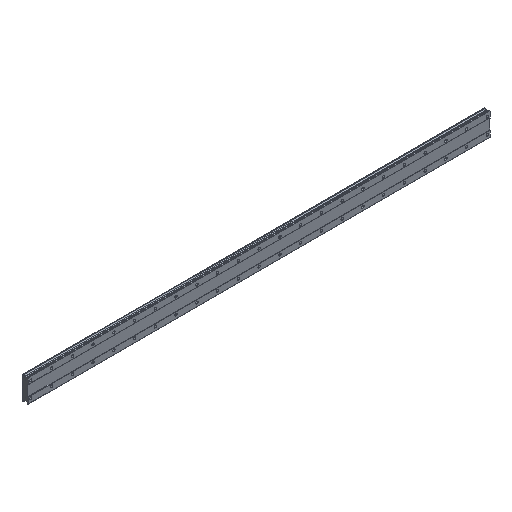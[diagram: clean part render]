
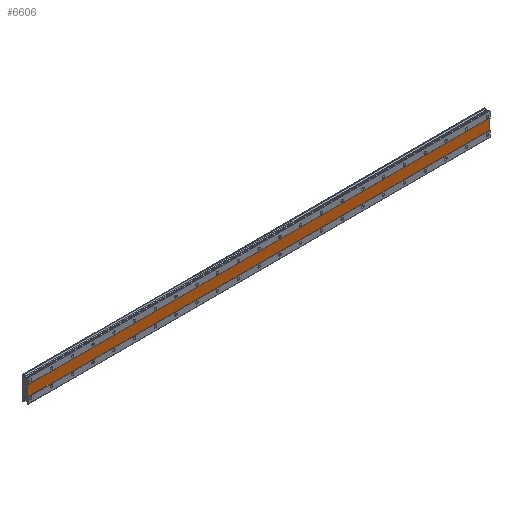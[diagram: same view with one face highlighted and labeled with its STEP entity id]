
A CAD part, isometric view. The second image highlights one B-rep face of the part: STEP entity #6606.
In plain terms, the highlighted planar face has unit normal (0, -1, 0).
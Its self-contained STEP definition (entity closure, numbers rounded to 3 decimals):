
#272 = VECTOR ( 'NONE', #7623, 1000. ) ;
#308 = VERTEX_POINT ( 'NONE', #4859 ) ;
#469 = CARTESIAN_POINT ( 'NONE',  ( 1770., 1., 20. ) ) ;
#519 = EDGE_CURVE ( 'NONE', #308, #1775, #691, .T. ) ;
#585 = CARTESIAN_POINT ( 'NONE',  ( 1770., 1., -20. ) ) ;
#608 = VERTEX_POINT ( 'NONE', #1062 ) ;
#691 = LINE ( 'NONE', #2568, #272 ) ;
#732 = EDGE_CURVE ( 'NONE', #608, #308, #4383, .T. ) ;
#1062 = CARTESIAN_POINT ( 'NONE',  ( -10., 1., 20. ) ) ;
#1333 = DIRECTION ( 'NONE',  ( 0., 1., 0. ) ) ;
#1428 = VECTOR ( 'NONE', #4261, 1000. ) ;
#1724 = DIRECTION ( 'NONE',  ( -1., 0., 0. ) ) ;
#1731 = CARTESIAN_POINT ( 'NONE',  ( -10., 1., 20. ) ) ;
#1775 = VERTEX_POINT ( 'NONE', #7158 ) ;
#2506 = CARTESIAN_POINT ( 'NONE',  ( 1770., 1., 20. ) ) ;
#2568 = CARTESIAN_POINT ( 'NONE',  ( 1770., 1., 20. ) ) ;
#2570 = EDGE_LOOP ( 'NONE', ( #8175, #6748, #4124, #7936 ) ) ;
#2656 = EDGE_CURVE ( 'NONE', #3321, #608, #5020, .T. ) ;
#3321 = VERTEX_POINT ( 'NONE', #7521 ) ;
#3329 = FACE_OUTER_BOUND ( 'NONE', #2570, .T. ) ;
#3578 = LINE ( 'NONE', #585, #6168 ) ;
#3816 = DIRECTION ( 'NONE',  ( 0., 0., 1. ) ) ;
#4124 = ORIENTED_EDGE ( 'NONE', *, *, #732, .F. ) ;
#4240 = EDGE_CURVE ( 'NONE', #1775, #3321, #3578, .T. ) ;
#4261 = DIRECTION ( 'NONE',  ( 0., 0., 1. ) ) ;
#4383 = LINE ( 'NONE', #469, #7588 ) ;
#4859 = CARTESIAN_POINT ( 'NONE',  ( 1770., 1., 20. ) ) ;
#5020 = LINE ( 'NONE', #1731, #1428 ) ;
#5583 = DIRECTION ( 'NONE',  ( 1., 0., 0. ) ) ;
#6168 = VECTOR ( 'NONE', #1724, 1000. ) ;
#6606 = ADVANCED_FACE ( 'NONE', ( #3329 ), #8239, .F. ) ;
#6748 = ORIENTED_EDGE ( 'NONE', *, *, #519, .F. ) ;
#7158 = CARTESIAN_POINT ( 'NONE',  ( 1770., 1., -20. ) ) ;
#7521 = CARTESIAN_POINT ( 'NONE',  ( -10., 1., -20. ) ) ;
#7588 = VECTOR ( 'NONE', #5583, 1000. ) ;
#7623 = DIRECTION ( 'NONE',  ( 0., 0., -1. ) ) ;
#7633 = AXIS2_PLACEMENT_3D ( 'NONE', #2506, #1333, #3816 ) ;
#7936 = ORIENTED_EDGE ( 'NONE', *, *, #2656, .F. ) ;
#8175 = ORIENTED_EDGE ( 'NONE', *, *, #4240, .F. ) ;
#8239 = PLANE ( 'NONE',  #7633 ) ;
